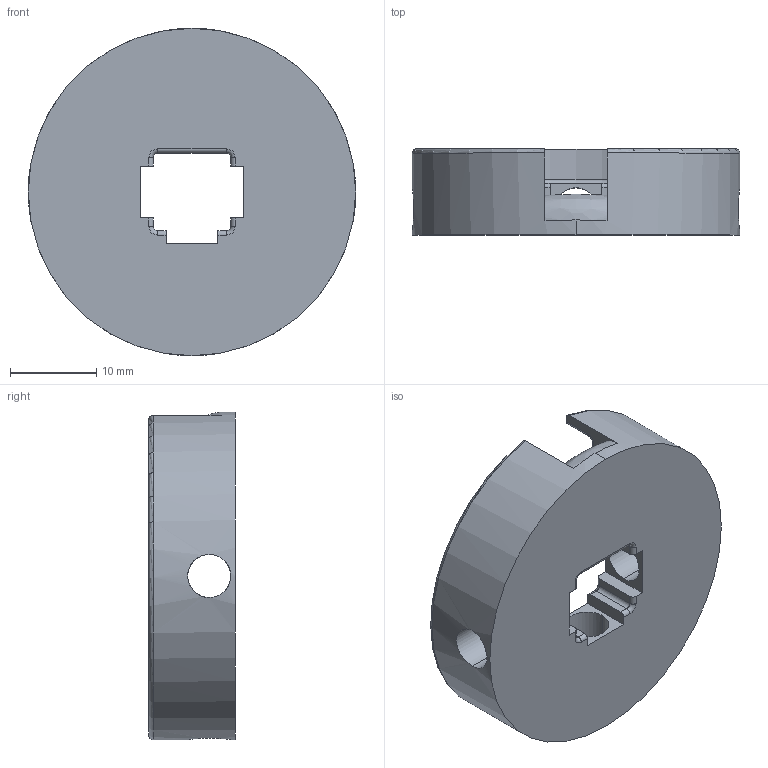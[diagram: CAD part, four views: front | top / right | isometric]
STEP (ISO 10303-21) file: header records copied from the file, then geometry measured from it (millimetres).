
FILE_DESCRIPTION (( 'STEP AP214' ), '1' );
FILE_NAME ('扜砉芛盓殤.STEP', '2025-01-02T06:21:44', ( '' ), ( '' ), 'SwSTEP 2.0', 'SolidWorks 2021', '' );
FILE_SCHEMA (( 'AUTOMOTIVE_DESIGN' ));
Length unit declared in the file: millimetre
Products named in the file (1): 扜砉芛盓殤
Bounding box: 38 x 10 x 38 mm (x, y, z)
Volume: 5729.5 mm3; surface area: 4367.4 mm2
Topology: 1 solids, 1 shells, 71 faces, 191 edges, 118 vertices
Faces by surface type: cylinder 33, plane 21, torus 10, sphere 4, bspline 3
Entity records: 2546 total; most frequent: CARTESIAN_POINT 743, ORIENTED_EDGE 378, DIRECTION 372, EDGE_CURVE 189, AXIS2_PLACEMENT_3D 141, VERTEX_POINT 118, VECTOR 90, LINE 90
